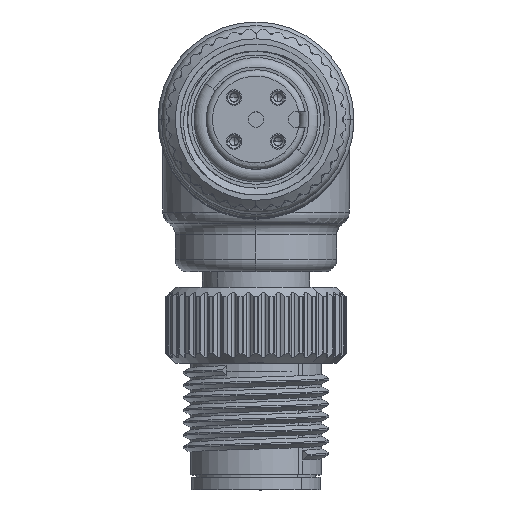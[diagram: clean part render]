
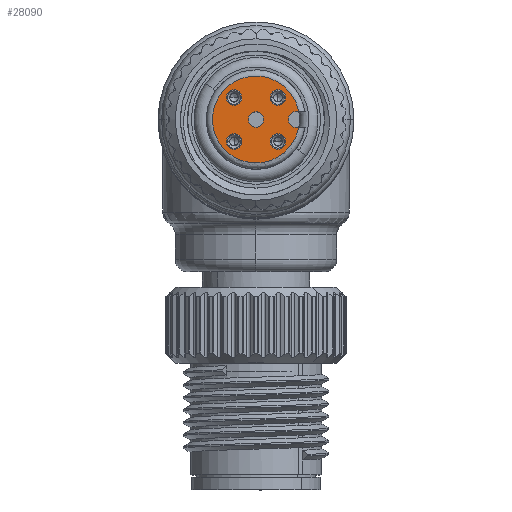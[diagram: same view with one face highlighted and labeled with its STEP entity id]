
A CAD part, top view. The second image highlights one B-rep face of the part: STEP entity #28090.
In plain terms, the highlighted planar face has unit normal (0, 0, 1).
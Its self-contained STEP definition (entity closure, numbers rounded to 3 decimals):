
#7031=CARTESIAN_POINT('',(3.437,0.66,0.));
#7037=CARTESIAN_POINT('',(0.,0.,0.));
#7038=DIRECTION('',(0.,0.,-1.));
#7039=DIRECTION('',(0.982,-0.189,0.));
#7040=AXIS2_PLACEMENT_3D('',#7037,#7038,#7039);
#7042=DIRECTION('',(-1.,0.,0.));
#7043=VECTOR('',#7042,0.177);
#7044=CARTESIAN_POINT('',(3.437,0.66,0.));
#7045=LINE('',#7044,#7043);
#7046=CARTESIAN_POINT('',(3.26,0.,0.));
#7047=DIRECTION('',(0.,0.,1.));
#7048=DIRECTION('',(0.,1.,0.));
#7049=AXIS2_PLACEMENT_3D('',#7046,#7047,#7048);
#7051=DIRECTION('',(1.,0.,0.));
#7052=VECTOR('',#7051,0.177);
#7053=CARTESIAN_POINT('',(3.26,-0.66,0.));
#7054=LINE('',#7053,#7052);
#7055=CARTESIAN_POINT('',(-1.768,1.768,0.));
#7056=DIRECTION('',(0.,0.,-1.));
#7057=DIRECTION('',(0.,-1.,0.));
#7058=AXIS2_PLACEMENT_3D('',#7055,#7056,#7057);
#7060=CARTESIAN_POINT('',(-1.768,1.768,0.));
#7061=DIRECTION('',(0.,0.,-1.));
#7062=DIRECTION('',(0.,1.,0.));
#7063=AXIS2_PLACEMENT_3D('',#7060,#7061,#7062);
#7065=CARTESIAN_POINT('',(1.768,1.768,0.));
#7066=DIRECTION('',(0.,0.,-1.));
#7067=DIRECTION('',(0.,-1.,0.));
#7068=AXIS2_PLACEMENT_3D('',#7065,#7066,#7067);
#7070=CARTESIAN_POINT('',(1.768,1.768,0.));
#7071=DIRECTION('',(0.,0.,-1.));
#7072=DIRECTION('',(0.,1.,0.));
#7073=AXIS2_PLACEMENT_3D('',#7070,#7071,#7072);
#7075=CARTESIAN_POINT('',(1.768,-1.768,0.));
#7076=DIRECTION('',(0.,0.,-1.));
#7077=DIRECTION('',(0.,-1.,0.));
#7078=AXIS2_PLACEMENT_3D('',#7075,#7076,#7077);
#7080=CARTESIAN_POINT('',(1.768,-1.768,0.));
#7081=DIRECTION('',(0.,0.,-1.));
#7082=DIRECTION('',(0.,1.,0.));
#7083=AXIS2_PLACEMENT_3D('',#7080,#7081,#7082);
#7085=CARTESIAN_POINT('',(-1.768,-1.768,0.));
#7086=DIRECTION('',(0.,0.,-1.));
#7087=DIRECTION('',(0.,-1.,0.));
#7088=AXIS2_PLACEMENT_3D('',#7085,#7086,#7087);
#7090=CARTESIAN_POINT('',(-1.768,-1.768,0.));
#7091=DIRECTION('',(0.,0.,-1.));
#7092=DIRECTION('',(0.,1.,0.));
#7093=AXIS2_PLACEMENT_3D('',#7090,#7091,#7092);
#7095=CARTESIAN_POINT('',(0.,0.,0.));
#7096=DIRECTION('',(0.,0.,1.));
#7097=DIRECTION('',(0.,1.,0.));
#7098=AXIS2_PLACEMENT_3D('',#7095,#7096,#7097);
#7100=CARTESIAN_POINT('',(0.,0.,0.));
#7101=DIRECTION('',(0.,0.,1.));
#7102=DIRECTION('',(0.,-1.,0.));
#7103=AXIS2_PLACEMENT_3D('',#7100,#7101,#7102);
#18375=CARTESIAN_POINT('',(3.26,0.66,0.));
#18376=CARTESIAN_POINT('',(3.26,-0.66,0.));
#18377=VERTEX_POINT('',#18375);
#18378=VERTEX_POINT('',#18376);
#18399=CARTESIAN_POINT('',(-1.768,1.143,0.));
#18400=CARTESIAN_POINT('',(-1.768,2.393,0.));
#18401=VERTEX_POINT('',#18399);
#18402=VERTEX_POINT('',#18400);
#18403=CARTESIAN_POINT('',(1.768,1.143,0.));
#18404=CARTESIAN_POINT('',(1.768,2.393,0.));
#18405=VERTEX_POINT('',#18403);
#18406=VERTEX_POINT('',#18404);
#18407=CARTESIAN_POINT('',(1.768,-2.393,0.));
#18408=CARTESIAN_POINT('',(1.768,-1.143,0.));
#18409=VERTEX_POINT('',#18407);
#18410=VERTEX_POINT('',#18408);
#18411=CARTESIAN_POINT('',(-1.768,-2.393,0.));
#18412=CARTESIAN_POINT('',(-1.768,-1.143,0.));
#18413=VERTEX_POINT('',#18411);
#18414=VERTEX_POINT('',#18412);
#18432=VERTEX_POINT('',#7031);
#18433=CARTESIAN_POINT('',(3.437,-0.66,0.));
#18434=VERTEX_POINT('',#18433);
#18450=CARTESIAN_POINT('',(0.,0.625,0.));
#18451=CARTESIAN_POINT('',(0.,-0.625,0.));
#18452=VERTEX_POINT('',#18450);
#18453=VERTEX_POINT('',#18451);
#28047=CARTESIAN_POINT('',(0.,0.,0.));
#28048=DIRECTION('',(0.,0.,-1.));
#28049=DIRECTION('',(0.,-1.,0.));
#28050=AXIS2_PLACEMENT_3D('',#28047,#28048,#28049);
#28051=PLANE('',#28050);
#28053=ORIENTED_EDGE('',*,*,#28052,.T.);
#28054=ORIENTED_EDGE('',*,*,#28025,.T.);
#28055=ORIENTED_EDGE('',*,*,#28038,.T.);
#28057=ORIENTED_EDGE('',*,*,#28056,.T.);
#28058=EDGE_LOOP('',(#28053,#28054,#28055,#28057));
#28059=FACE_OUTER_BOUND('',#28058,.F.);
#28061=ORIENTED_EDGE('',*,*,#28060,.F.);
#28063=ORIENTED_EDGE('',*,*,#28062,.F.);
#28064=EDGE_LOOP('',(#28061,#28063));
#28065=FACE_BOUND('',#28064,.F.);
#28067=ORIENTED_EDGE('',*,*,#28066,.F.);
#28069=ORIENTED_EDGE('',*,*,#28068,.F.);
#28070=EDGE_LOOP('',(#28067,#28069));
#28071=FACE_BOUND('',#28070,.F.);
#28073=ORIENTED_EDGE('',*,*,#28072,.F.);
#28075=ORIENTED_EDGE('',*,*,#28074,.F.);
#28076=EDGE_LOOP('',(#28073,#28075));
#28077=FACE_BOUND('',#28076,.F.);
#28079=ORIENTED_EDGE('',*,*,#28078,.F.);
#28081=ORIENTED_EDGE('',*,*,#28080,.F.);
#28082=EDGE_LOOP('',(#28079,#28081));
#28083=FACE_BOUND('',#28082,.F.);
#28085=ORIENTED_EDGE('',*,*,#28084,.T.);
#28087=ORIENTED_EDGE('',*,*,#28086,.T.);
#28088=EDGE_LOOP('',(#28085,#28087));
#28089=FACE_BOUND('',#28088,.F.);
#28090=ADVANCED_FACE('',(#28059,#28065,#28071,#28077,#28083,#28089),#28051,.F.);
#7041=CIRCLE('',#7040,3.5);
#7050=CIRCLE('',#7049,0.66);
#7059=CIRCLE('',#7058,0.625);
#7064=CIRCLE('',#7063,0.625);
#7069=CIRCLE('',#7068,0.625);
#7074=CIRCLE('',#7073,0.625);
#7079=CIRCLE('',#7078,0.625);
#7084=CIRCLE('',#7083,0.625);
#7089=CIRCLE('',#7088,0.625);
#7094=CIRCLE('',#7093,0.625);
#7099=CIRCLE('',#7098,0.625);
#7104=CIRCLE('',#7103,0.625);
#28025=EDGE_CURVE('',#18432,#18377,#7045,.T.);
#28038=EDGE_CURVE('',#18377,#18378,#7050,.T.);
#28052=EDGE_CURVE('',#18434,#18432,#7041,.T.);
#28056=EDGE_CURVE('',#18378,#18434,#7054,.T.);
#28060=EDGE_CURVE('',#18401,#18402,#7059,.T.);
#28062=EDGE_CURVE('',#18402,#18401,#7064,.T.);
#28066=EDGE_CURVE('',#18405,#18406,#7069,.T.);
#28068=EDGE_CURVE('',#18406,#18405,#7074,.T.);
#28072=EDGE_CURVE('',#18409,#18410,#7079,.T.);
#28074=EDGE_CURVE('',#18410,#18409,#7084,.T.);
#28078=EDGE_CURVE('',#18413,#18414,#7089,.T.);
#28080=EDGE_CURVE('',#18414,#18413,#7094,.T.);
#28084=EDGE_CURVE('',#18452,#18453,#7099,.T.);
#28086=EDGE_CURVE('',#18453,#18452,#7104,.T.);
